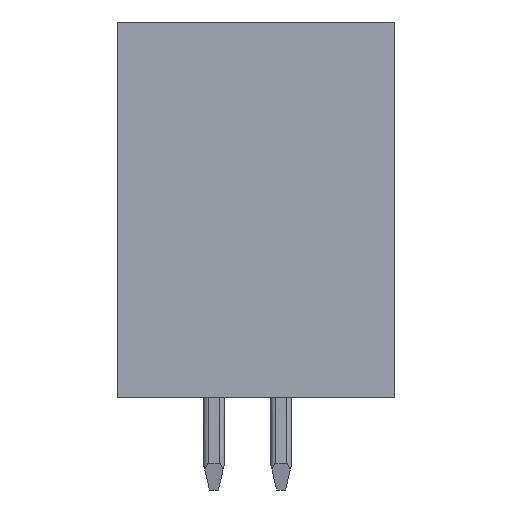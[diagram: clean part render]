
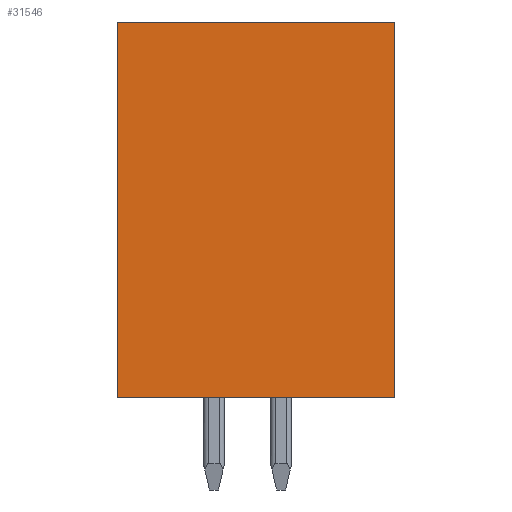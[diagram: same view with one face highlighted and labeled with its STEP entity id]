
A CAD part, front view. The second image highlights one B-rep face of the part: STEP entity #31546.
In plain terms, the highlighted planar face has unit normal (0, -1, 0).
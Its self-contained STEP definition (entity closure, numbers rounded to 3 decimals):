
#12363=DIRECTION('',(0.,0.,-1.));
#12364=VECTOR('',#12363,14.2);
#12365=CARTESIAN_POINT('',(-5.25,-32.73,7.1));
#12366=LINE('',#12365,#12364);
#12367=DIRECTION('',(-1.,0.,0.));
#12368=VECTOR('',#12367,10.5);
#12369=CARTESIAN_POINT('',(5.25,-32.73,7.1));
#12370=LINE('',#12369,#12368);
#12371=DIRECTION('',(0.,0.,1.));
#12372=VECTOR('',#12371,14.2);
#12373=CARTESIAN_POINT('',(5.25,-32.73,-7.1));
#12374=LINE('',#12373,#12372);
#12375=DIRECTION('',(1.,0.,0.));
#12376=VECTOR('',#12375,10.5);
#12377=CARTESIAN_POINT('',(-5.25,-32.73,-7.1));
#12378=LINE('',#12377,#12376);
#12487=CARTESIAN_POINT('',(-5.25,-32.73,7.1));
#12488=CARTESIAN_POINT('',(-5.25,-32.73,-7.1));
#12489=VERTEX_POINT('',#12487);
#12490=VERTEX_POINT('',#12488);
#12491=CARTESIAN_POINT('',(5.25,-32.73,-7.1));
#12492=VERTEX_POINT('',#12491);
#12493=CARTESIAN_POINT('',(5.25,-32.73,7.1));
#12494=VERTEX_POINT('',#12493);
#31535=CARTESIAN_POINT('',(0.,-32.73,0.));
#31536=DIRECTION('',(0.,-1.,0.));
#31537=DIRECTION('',(1.,0.,0.));
#31538=AXIS2_PLACEMENT_3D('',#31535,#31536,#31537);
#31539=PLANE('',#31538);
#31540=ORIENTED_EDGE('',*,*,#15502,.F.);
#31541=ORIENTED_EDGE('',*,*,#15868,.F.);
#31542=ORIENTED_EDGE('',*,*,#15949,.F.);
#31543=ORIENTED_EDGE('',*,*,#16158,.F.);
#31544=EDGE_LOOP('',(#31540,#31541,#31542,#31543));
#31545=FACE_OUTER_BOUND('',#31544,.F.);
#31546=ADVANCED_FACE('',(#31545),#31539,.T.);
#15502=EDGE_CURVE('',#12489,#12490,#12366,.T.);
#15868=EDGE_CURVE('',#12494,#12489,#12370,.T.);
#15949=EDGE_CURVE('',#12492,#12494,#12374,.T.);
#16158=EDGE_CURVE('',#12490,#12492,#12378,.T.);
